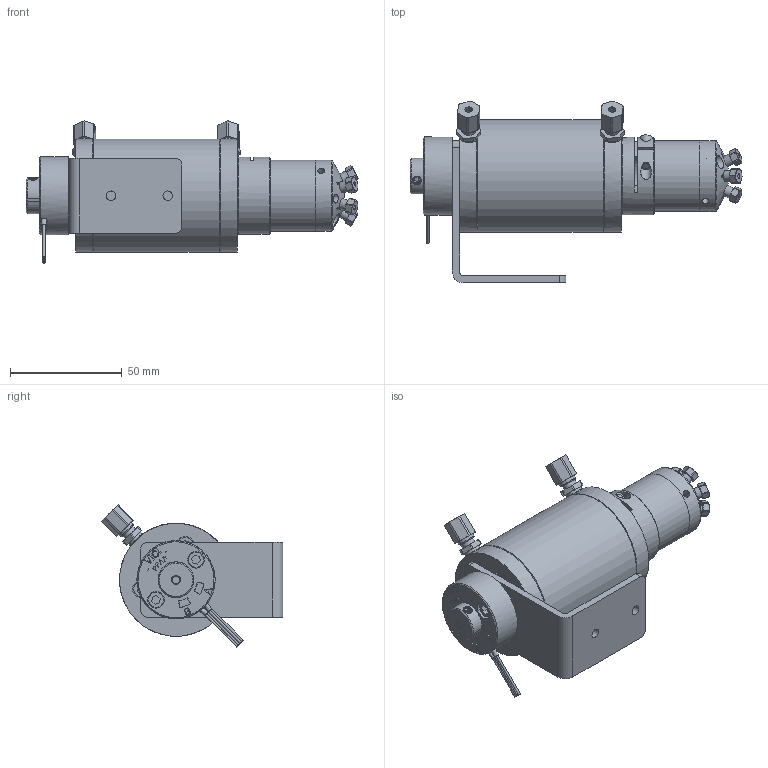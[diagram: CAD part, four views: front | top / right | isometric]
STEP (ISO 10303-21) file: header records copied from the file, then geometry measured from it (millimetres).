
FILE_DESCRIPTION((''),'2;1');
FILE_NAME('312391-C2-2006APFAF 6 port 2pos valve air act PFAF.stp','2013-08-14T16:11:56',('Franzp'),(''),'Autodesk Inventor 2013','Autodesk Inventor 2013','');
FILE_SCHEMA(('AUTOMOTIVE_DESIGN { 1 0 10303 214 1 1 1 1 }'));
Length unit declared in the file: millimetre
Products named in the file (1): 312391_Shrinkwrap_1
Bounding box: 148.59 x 81.22 x 63.57 mm (x, y, z)
Surface area: 40292.2 mm2 (no closed solid volume)
Topology: 0 solids, 57 shells, 321 faces, 1218 edges, 928 vertices
Faces by surface type: plane 182, cylinder 110, cone 25, bspline 3, torus 1
Full cylindrical faces by diameter (mm): 1.08 x4, 1.727 x6, 3 x2, 3.175 x1, 3.22 x2, 3.3 x4, 3.459 x2, 4.166 x1, 4.32 x2, 4.826 x6, 5.78 x1, 5.89 x2, 6.3 x2, 7.5 x4, 7.65 x2, 7.938 x2, 31.75 x2, 34.671 x1, 35 x1, 50.54 x2, 50.69 x1
Entity records: 14065 total; most frequent: CARTESIAN_POINT 3891, DIRECTION 1903, ORIENTED_EDGE 1667, EDGE_CURVE 1100, VERTEX_POINT 887, AXIS2_PLACEMENT_3D 707, EDGE_LOOP 512, VECTOR 489
